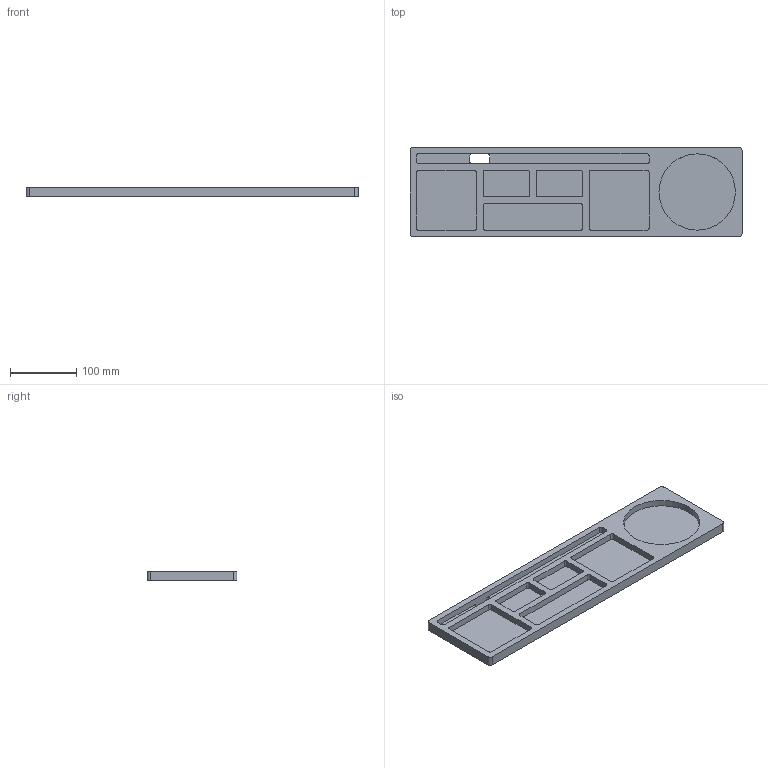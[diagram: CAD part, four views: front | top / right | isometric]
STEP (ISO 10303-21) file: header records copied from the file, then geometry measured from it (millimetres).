
FILE_DESCRIPTION(/* description */ ('Tabla ranurada'),/* implementation_level */ '2;1');
FILE_NAME(/* name */ 'MO1 Tabla Ranurada.stp',/* time_stamp */ '2023-03-19T19:47:09-05:00',/* author */ ('Juan'),/* organization */ (''),/* preprocessor_version */ 'ST-DEVELOPER v19',/* originating_system */ 'Autodesk Inventor 2023',/* authorisation */ '');
FILE_SCHEMA (('AUTOMOTIVE_DESIGN { 1 0 10303 214 3 1 1 }'));
Length unit declared in the file: millimetre
Products named in the file (1): MO1
Bounding box: 500 x 135 x 15 mm (x, y, z)
Volume: 568701.4 mm3; surface area: 180469.8 mm2
Topology: 1 solids, 1 shells, 83 faces, 219 edges, 146 vertices
Faces by surface type: plane 50, cylinder 33
Full cylindrical faces by diameter (mm): 115 x1
Entity records: 2624 total; most frequent: DIRECTION 453, CARTESIAN_POINT 449, ORIENTED_EDGE 438, EDGE_CURVE 219, LINE 153, VECTOR 153, AXIS2_PLACEMENT_3D 150, VERTEX_POINT 146
